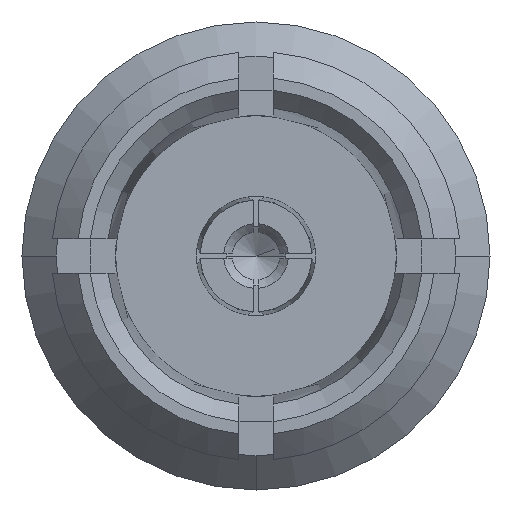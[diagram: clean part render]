
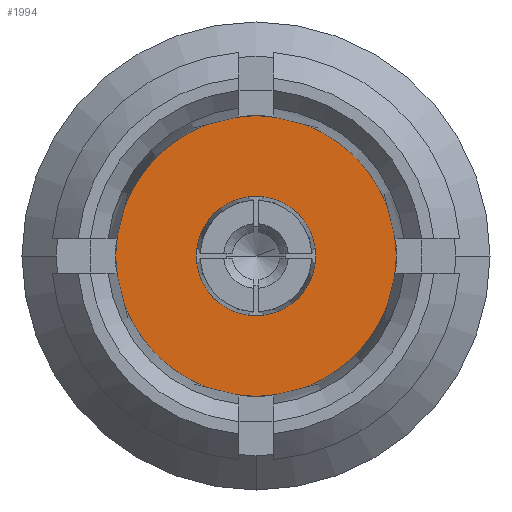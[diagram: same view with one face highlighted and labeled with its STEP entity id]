
A CAD part, left-side view. The second image highlights one B-rep face of the part: STEP entity #1994.
In plain terms, the highlighted planar face has unit normal (-1, 0, 0).
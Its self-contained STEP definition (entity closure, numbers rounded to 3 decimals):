
#131 = CARTESIAN_POINT ( 'NONE',  ( 2.4, 0.825, 0. ) ) ;
#191 = FACE_OUTER_BOUND ( 'NONE', #2620, .T. ) ;
#205 = DIRECTION ( 'NONE',  ( -1., 0., 0. ) ) ;
#280 = CARTESIAN_POINT ( 'NONE',  ( 2.4, -0.35, 0. ) ) ;
#378 = DIRECTION ( 'NONE',  ( 0., 1., 0. ) ) ;
#672 = DIRECTION ( 'NONE',  ( -1., 0., 0. ) ) ;
#683 = DIRECTION ( 'NONE',  ( 1., 0., 0. ) ) ;
#720 = AXIS2_PLACEMENT_3D ( 'NONE', #2919, #205, #746 ) ;
#746 = DIRECTION ( 'NONE',  ( 0., -1., 0. ) ) ;
#892 = PLANE ( 'NONE',  #2263 ) ;
#898 = CARTESIAN_POINT ( 'NONE',  ( 2.4, 0., 0. ) ) ;
#1319 = CARTESIAN_POINT ( 'NONE',  ( 2.4, 0.35, 0. ) ) ;
#1328 = CIRCLE ( 'NONE', #1744, 0.825 ) ;
#1342 = CIRCLE ( 'NONE', #1708, 0.825 ) ;
#1416 = CARTESIAN_POINT ( 'NONE',  ( 2.4, 0., 0. ) ) ;
#1555 = EDGE_CURVE ( 'NONE', #3116, #1867, #1954, .T. ) ;
#1571 = EDGE_LOOP ( 'NONE', ( #1703, #2771 ) ) ;
#1620 = DIRECTION ( 'NONE',  ( -1., 0., 0. ) ) ;
#1702 = CIRCLE ( 'NONE', #720, 0.35 ) ;
#1703 = ORIENTED_EDGE ( 'NONE', *, *, #2449, .F. ) ;
#1708 = AXIS2_PLACEMENT_3D ( 'NONE', #2368, #683, #378 ) ;
#1744 = AXIS2_PLACEMENT_3D ( 'NONE', #898, #2295, #1815 ) ;
#1815 = DIRECTION ( 'NONE',  ( 0., 1., 0. ) ) ;
#1867 = VERTEX_POINT ( 'NONE', #280 ) ;
#1954 = CIRCLE ( 'NONE', #2208, 0.35 ) ;
#1994 = ADVANCED_FACE ( 'NONE', ( #2609, #191 ), #892, .T. ) ;
#2017 = EDGE_CURVE ( 'NONE', #2767, #2674, #1342, .T. ) ;
#2053 = CARTESIAN_POINT ( 'NONE',  ( 2.4, -0.825, 0. ) ) ;
#2156 = ORIENTED_EDGE ( 'NONE', *, *, #2017, .F. ) ;
#2208 = AXIS2_PLACEMENT_3D ( 'NONE', #1416, #672, #2630 ) ;
#2263 = AXIS2_PLACEMENT_3D ( 'NONE', #2837, #1620, #2382 ) ;
#2276 = ORIENTED_EDGE ( 'NONE', *, *, #3146, .T. ) ;
#2295 = DIRECTION ( 'NONE',  ( -1., 0., 0. ) ) ;
#2368 = CARTESIAN_POINT ( 'NONE',  ( 2.4, 0., 0. ) ) ;
#2382 = DIRECTION ( 'NONE',  ( 0., 0., 1. ) ) ;
#2449 = EDGE_CURVE ( 'NONE', #1867, #3116, #1702, .T. ) ;
#2609 = FACE_BOUND ( 'NONE', #1571, .T. ) ;
#2620 = EDGE_LOOP ( 'NONE', ( #2276, #2156 ) ) ;
#2630 = DIRECTION ( 'NONE',  ( 0., 1., 0. ) ) ;
#2674 = VERTEX_POINT ( 'NONE', #2053 ) ;
#2767 = VERTEX_POINT ( 'NONE', #131 ) ;
#2771 = ORIENTED_EDGE ( 'NONE', *, *, #1555, .F. ) ;
#2837 = CARTESIAN_POINT ( 'NONE',  ( 2.4, 0., 0. ) ) ;
#2919 = CARTESIAN_POINT ( 'NONE',  ( 2.4, 0., 0. ) ) ;
#3116 = VERTEX_POINT ( 'NONE', #1319 ) ;
#3146 = EDGE_CURVE ( 'NONE', #2767, #2674, #1328, .T. ) ;
